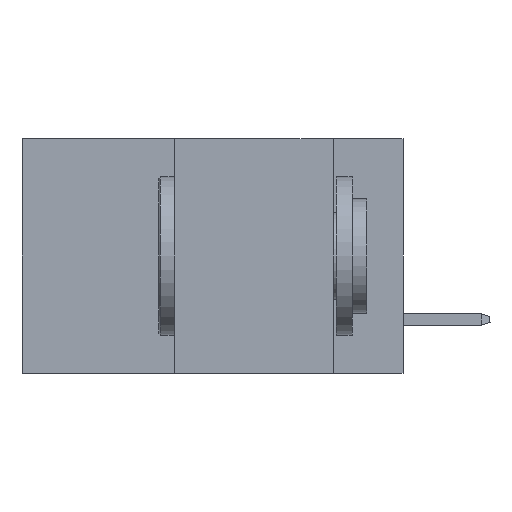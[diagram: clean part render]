
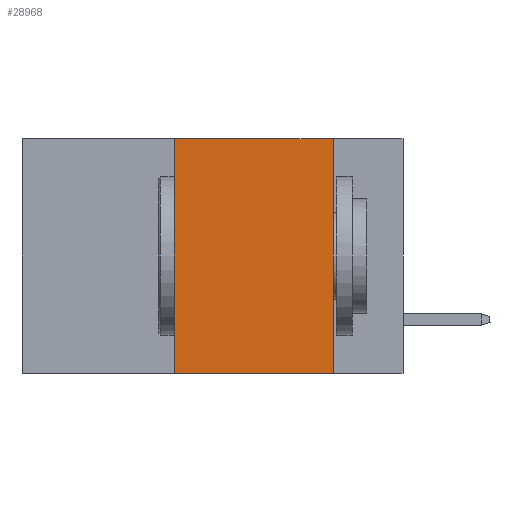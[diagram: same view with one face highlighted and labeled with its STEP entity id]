
A CAD part, left-side view. The second image highlights one B-rep face of the part: STEP entity #28968.
In plain terms, the highlighted planar face has unit normal (-1, 0, 0).
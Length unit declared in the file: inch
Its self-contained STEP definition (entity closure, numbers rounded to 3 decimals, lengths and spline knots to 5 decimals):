
#558 = VERTEX_POINT ( 'NONE', #32685 ) ;
#741 = EDGE_CURVE ( 'NONE', #25876, #9543, #7659, .T. ) ;
#1024 = ORIENTED_EDGE ( 'NONE', *, *, #741, .F. ) ;
#1864 = EDGE_CURVE ( 'NONE', #558, #29703, #26799, .T. ) ;
#2644 = DIRECTION ( 'NONE',  ( 0., -1., 0. ) ) ;
#2719 = DIRECTION ( 'NONE',  ( 1., 0., 0. ) ) ;
#3505 = CARTESIAN_POINT ( 'NONE',  ( 0., 0.11, 0. ) ) ;
#3694 = EDGE_CURVE ( 'NONE', #25876, #29703, #18289, .T. ) ;
#7479 = DIRECTION ( 'NONE',  ( 0., 0., 1. ) ) ;
#7659 = LINE ( 'NONE', #23299, #22381 ) ;
#8106 = DIRECTION ( 'NONE',  ( 0., 0., -1. ) ) ;
#9543 = VERTEX_POINT ( 'NONE', #14580 ) ;
#9895 = LINE ( 'NONE', #25702, #18839 ) ;
#10696 = VECTOR ( 'NONE', #14117, 39.37008 ) ;
#10801 = EDGE_CURVE ( 'NONE', #9543, #558, #9895, .T. ) ;
#11473 = ORIENTED_EDGE ( 'NONE', *, *, #3694, .T. ) ;
#12827 = PLANE ( 'NONE',  #27273 ) ;
#13655 = ORIENTED_EDGE ( 'NONE', *, *, #10801, .F. ) ;
#14117 = DIRECTION ( 'NONE',  ( 0., 0., -1. ) ) ;
#14580 = CARTESIAN_POINT ( 'NONE',  ( 0., 0.36, 0. ) ) ;
#14698 = VECTOR ( 'NONE', #2644, 39.37008 ) ;
#18289 = LINE ( 'NONE', #33907, #14698 ) ;
#18839 = VECTOR ( 'NONE', #20495, 39.37008 ) ;
#20495 = DIRECTION ( 'NONE',  ( 0., -1., 0. ) ) ;
#22381 = VECTOR ( 'NONE', #7479, 39.37008 ) ;
#23299 = CARTESIAN_POINT ( 'NONE',  ( 0., 0.36, 0. ) ) ;
#23766 = FACE_OUTER_BOUND ( 'NONE', #29412, .T. ) ;
#25702 = CARTESIAN_POINT ( 'NONE',  ( 0., 0.6, 0. ) ) ;
#25876 = VERTEX_POINT ( 'NONE', #30380 ) ;
#26447 = CARTESIAN_POINT ( 'NONE',  ( 0., 0.11, -0.37 ) ) ;
#26799 = LINE ( 'NONE', #3505, #10696 ) ;
#27273 = AXIS2_PLACEMENT_3D ( 'NONE', #29297, #2719, #8106 ) ;
#28968 = ADVANCED_FACE ( 'NONE', ( #23766 ), #12827, .F. ) ;
#29297 = CARTESIAN_POINT ( 'NONE',  ( 0., 0.6, 0. ) ) ;
#29412 = EDGE_LOOP ( 'NONE', ( #33413, #13655, #1024, #11473 ) ) ;
#29703 = VERTEX_POINT ( 'NONE', #26447 ) ;
#30380 = CARTESIAN_POINT ( 'NONE',  ( 0., 0.36, -0.37 ) ) ;
#32685 = CARTESIAN_POINT ( 'NONE',  ( 0., 0.11, 0. ) ) ;
#33413 = ORIENTED_EDGE ( 'NONE', *, *, #1864, .F. ) ;
#33907 = CARTESIAN_POINT ( 'NONE',  ( 0., 0.6, -0.37 ) ) ;
